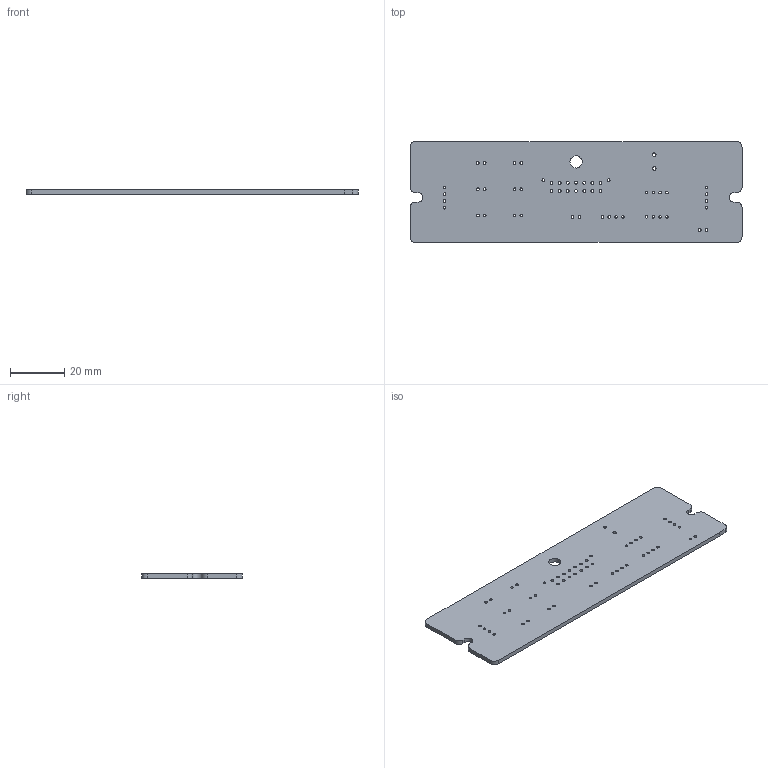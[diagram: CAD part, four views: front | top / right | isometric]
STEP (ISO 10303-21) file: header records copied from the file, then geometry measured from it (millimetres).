
FILE_DESCRIPTION(('KiCad electronic assembly'),'2;1');
FILE_NAME('Frame_PCB_model.step','2022-01-23T14:18:51',('Pcbnew'),( 'Kicad'),'Open CASCADE STEP processor 7.5','KiCad to STEP converter' ,'Unknown');
FILE_SCHEMA(('AUTOMOTIVE_DESIGN { 1 0 10303 214 1 1 1 1 }'));
Length unit declared in the file: millimetre
Products named in the file (2): Frame_PCB_model 1; Frame_PCB PCB
Assembly tree (1 placements, depth 2):
  Frame_PCB_model 1
    Frame_PCB PCB
Bounding box: 122 x 37 x 1.6 mm (x, y, z)
Volume: 7070 mm3; surface area: 9652.9 mm2
Topology: 1 solids, 1 shells, 80 faces, 234 edges, 156 vertices
Faces by surface type: cylinder 65, plane 15
Full cylindrical faces by diameter (mm): 0.95 x20, 1 x32, 1.3 x2, 4.481 x1
Entity records: 6427 total; most frequent: CARTESIAN_POINT 1720, DIRECTION 866, ORIENTED_EDGE 468, PCURVE 468, DEFINITIONAL_REPRESENTATION 468, LINE 442, VECTOR 442, EDGE_CURVE 234
